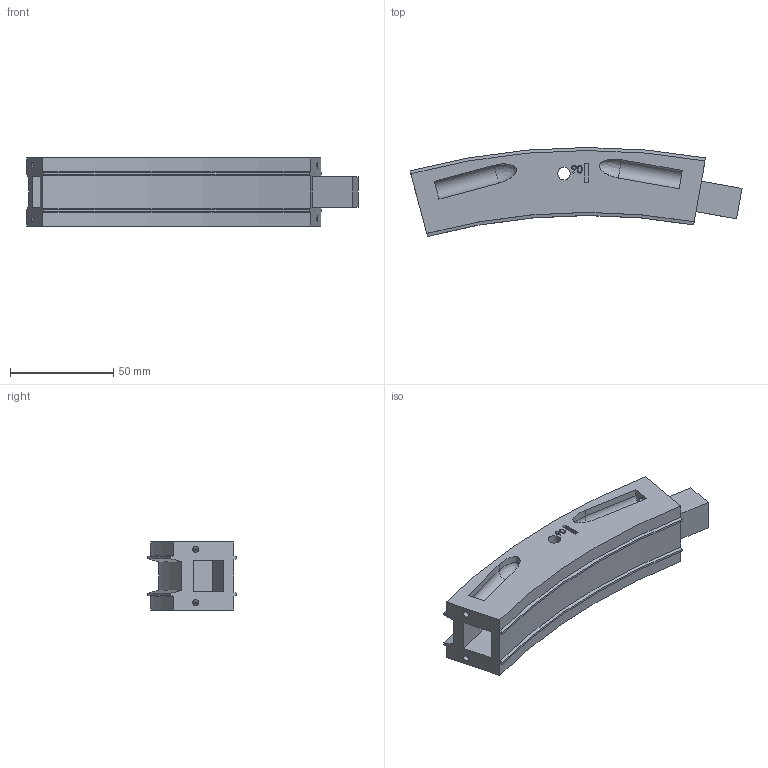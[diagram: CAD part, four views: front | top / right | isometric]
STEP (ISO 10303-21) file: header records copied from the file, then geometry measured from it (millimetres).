
FILE_DESCRIPTION (( 'STEP AP203' ), '1' );
FILE_NAME ('B1_5_Default_sldprt.STEP', '2018-04-16T08:21:12', ( '' ), ( '' ), 'SwSTEP 2.0', 'SolidWorks 2016', '' );
FILE_SCHEMA (( 'CONFIG_CONTROL_DESIGN' ));
Length unit declared in the file: millimetre
Products named in the file (1): B1_5_Default_sldprt
Bounding box: 161.06 x 43.17 x 33 mm (x, y, z)
Volume: 104193.7 mm3; surface area: 31290 mm2
Topology: 2 solids, 2 shells, 105 faces, 273 edges, 178 vertices
Faces by surface type: plane 43, cylinder 28, bspline 26, cone 8
Entity records: 4534 total; most frequent: CARTESIAN_POINT 2015, ORIENTED_EDGE 538, DIRECTION 441, EDGE_CURVE 269, VERTEX_POINT 178, VECTOR 161, LINE 161, AXIS2_PLACEMENT_3D 140
